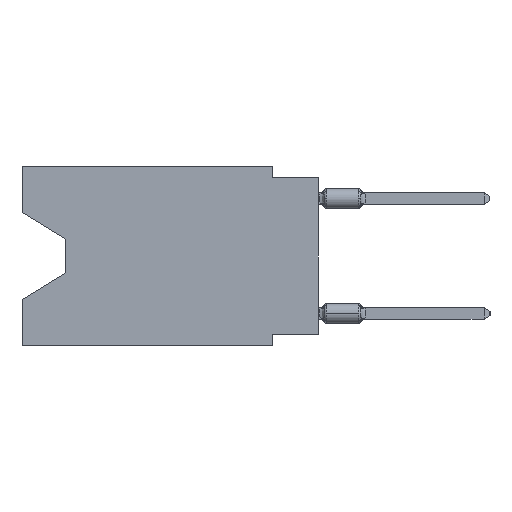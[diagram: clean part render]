
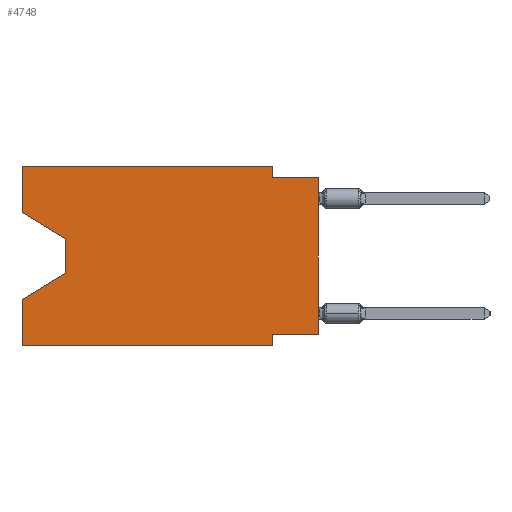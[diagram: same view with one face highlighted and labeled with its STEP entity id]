
A CAD part, left-side view. The second image highlights one B-rep face of the part: STEP entity #4748.
In plain terms, the highlighted planar face has unit normal (-1, 0, 0).
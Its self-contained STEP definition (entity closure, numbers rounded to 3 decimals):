
#1075 = LINE ( 'NONE', #39037, #45421 ) ;
#1092 = ORIENTED_EDGE ( 'NONE', *, *, #32068, .F. ) ;
#1143 = CARTESIAN_POINT ( 'NONE',  ( 0., 13.97, -4.013 ) ) ;
#1338 = LINE ( 'NONE', #12753, #6445 ) ;
#1883 = EDGE_CURVE ( 'NONE', #43822, #29436, #17700, .T. ) ;
#2284 = EDGE_CURVE ( 'NONE', #11961, #43822, #42588, .T. ) ;
#2436 = CARTESIAN_POINT ( 'NONE',  ( 0., 0., -0.635 ) ) ;
#2493 = EDGE_CURVE ( 'NONE', #5686, #29436, #40657, .T. ) ;
#3225 = ORIENTED_EDGE ( 'NONE', *, *, #1883, .F. ) ;
#4255 = CARTESIAN_POINT ( 'NONE',  ( 0., 16.383, -7.36 ) ) ;
#4748 = ADVANCED_FACE ( 'NONE', ( #18723 ), #30403, .F. ) ;
#5342 = EDGE_CURVE ( 'NONE', #14998, #31512, #20273, .T. ) ;
#5615 = DIRECTION ( 'NONE',  ( 0., 0.855, -0.519 ) ) ;
#5686 = VERTEX_POINT ( 'NONE', #27464 ) ;
#5718 = CARTESIAN_POINT ( 'NONE',  ( 0., 2.54, -9.906 ) ) ;
#5939 = EDGE_LOOP ( 'NONE', ( #17976, #7287, #48486, #1092, #49091, #3225, #9251, #17529, #32835, #23780, #28246, #17010 ) ) ;
#6445 = VECTOR ( 'NONE', #17897, 1000. ) ;
#7287 = ORIENTED_EDGE ( 'NONE', *, *, #47087, .T. ) ;
#7308 = CARTESIAN_POINT ( 'NONE',  ( 0., 16.383, 0. ) ) ;
#8355 = CARTESIAN_POINT ( 'NONE',  ( 0., 16.383, 0. ) ) ;
#8781 = EDGE_CURVE ( 'NONE', #11961, #32921, #1075, .T. ) ;
#9251 = ORIENTED_EDGE ( 'NONE', *, *, #2284, .F. ) ;
#9285 = DIRECTION ( 'NONE',  ( 0., -0.855, -0.519 ) ) ;
#11961 = VERTEX_POINT ( 'NONE', #24799 ) ;
#12753 = CARTESIAN_POINT ( 'NONE',  ( 0., 2.54, 0. ) ) ;
#12973 = LINE ( 'NONE', #8355, #52981 ) ;
#13085 = VECTOR ( 'NONE', #9285, 1000. ) ;
#14040 = LINE ( 'NONE', #38988, #31048 ) ;
#14654 = DIRECTION ( 'NONE',  ( 0., 0., -1. ) ) ;
#14998 = VERTEX_POINT ( 'NONE', #21337 ) ;
#15169 = DIRECTION ( 'NONE',  ( 0., -1., 0. ) ) ;
#17010 = ORIENTED_EDGE ( 'NONE', *, *, #43015, .F. ) ;
#17529 = ORIENTED_EDGE ( 'NONE', *, *, #8781, .T. ) ;
#17691 = DIRECTION ( 'NONE',  ( 0., 0., -1. ) ) ;
#17700 = LINE ( 'NONE', #29634, #37133 ) ;
#17897 = DIRECTION ( 'NONE',  ( 0., 0., -1. ) ) ;
#17976 = ORIENTED_EDGE ( 'NONE', *, *, #31380, .T. ) ;
#18427 = DIRECTION ( 'NONE',  ( 0., 0., 1. ) ) ;
#18723 = FACE_OUTER_BOUND ( 'NONE', #5939, .T. ) ;
#19098 = VECTOR ( 'NONE', #44143, 1000. ) ;
#19784 = EDGE_CURVE ( 'NONE', #34375, #32921, #31470, .T. ) ;
#20059 = CARTESIAN_POINT ( 'NONE',  ( 0., 16.383, -9.906 ) ) ;
#20273 = LINE ( 'NONE', #24337, #19098 ) ;
#20923 = CARTESIAN_POINT ( 'NONE',  ( 0., 2.54, -0.635 ) ) ;
#21188 = CARTESIAN_POINT ( 'NONE',  ( 0., 13.97, -5.893 ) ) ;
#21337 = CARTESIAN_POINT ( 'NONE',  ( 0., 16.383, 0. ) ) ;
#22330 = VERTEX_POINT ( 'NONE', #21188 ) ;
#22465 = VECTOR ( 'NONE', #26561, 1000. ) ;
#22727 = VERTEX_POINT ( 'NONE', #33582 ) ;
#22840 = CARTESIAN_POINT ( 'NONE',  ( 0., 16.383, -2.546 ) ) ;
#23780 = ORIENTED_EDGE ( 'NONE', *, *, #37226, .F. ) ;
#24337 = CARTESIAN_POINT ( 'NONE',  ( 0., 16.383, 0. ) ) ;
#24395 = DIRECTION ( 'NONE',  ( 0., 0., 1. ) ) ;
#24799 = CARTESIAN_POINT ( 'NONE',  ( 0., 0., -9.271 ) ) ;
#26058 = CARTESIAN_POINT ( 'NONE',  ( 0., 0., -0.635 ) ) ;
#26561 = DIRECTION ( 'NONE',  ( 0., 1., 0. ) ) ;
#26827 = AXIS2_PLACEMENT_3D ( 'NONE', #46947, #43663, #14654 ) ;
#26910 = LINE ( 'NONE', #22840, #13085 ) ;
#27464 = CARTESIAN_POINT ( 'NONE',  ( 0., 16.383, -9.906 ) ) ;
#28246 = ORIENTED_EDGE ( 'NONE', *, *, #5342, .F. ) ;
#29345 = VECTOR ( 'NONE', #24395, 1000. ) ;
#29436 = VERTEX_POINT ( 'NONE', #5718 ) ;
#29634 = CARTESIAN_POINT ( 'NONE',  ( 0., 2.54, -9.906 ) ) ;
#30403 = PLANE ( 'NONE',  #26827 ) ;
#30901 = VERTEX_POINT ( 'NONE', #39434 ) ;
#31048 = VECTOR ( 'NONE', #5615, 1000. ) ;
#31287 = VECTOR ( 'NONE', #17691, 1000. ) ;
#31380 = EDGE_CURVE ( 'NONE', #30901, #22727, #26910, .T. ) ;
#31470 = LINE ( 'NONE', #2436, #35196 ) ;
#31512 = VERTEX_POINT ( 'NONE', #40442 ) ;
#32068 = EDGE_CURVE ( 'NONE', #5686, #52996, #12973, .T. ) ;
#32835 = ORIENTED_EDGE ( 'NONE', *, *, #19784, .F. ) ;
#32921 = VERTEX_POINT ( 'NONE', #26058 ) ;
#33175 = DIRECTION ( 'NONE',  ( 0., 0., -1. ) ) ;
#33582 = CARTESIAN_POINT ( 'NONE',  ( 0., 13.97, -4.013 ) ) ;
#34168 = CARTESIAN_POINT ( 'NONE',  ( 0., 0., -9.271 ) ) ;
#34375 = VERTEX_POINT ( 'NONE', #20923 ) ;
#35196 = VECTOR ( 'NONE', #47201, 1000. ) ;
#37133 = VECTOR ( 'NONE', #33175, 1000. ) ;
#37226 = EDGE_CURVE ( 'NONE', #31512, #34375, #1338, .T. ) ;
#38311 = LINE ( 'NONE', #1143, #31287 ) ;
#38988 = CARTESIAN_POINT ( 'NONE',  ( 0., 13.97, -5.893 ) ) ;
#39037 = CARTESIAN_POINT ( 'NONE',  ( 0., 0., 0. ) ) ;
#39434 = CARTESIAN_POINT ( 'NONE',  ( 0., 16.383, -2.546 ) ) ;
#39728 = CARTESIAN_POINT ( 'NONE',  ( 0., 2.54, -9.271 ) ) ;
#40442 = CARTESIAN_POINT ( 'NONE',  ( 0., 2.54, 0. ) ) ;
#40657 = LINE ( 'NONE', #20059, #53633 ) ;
#42132 = EDGE_CURVE ( 'NONE', #22330, #52996, #14040, .T. ) ;
#42588 = LINE ( 'NONE', #34168, #22465 ) ;
#43015 = EDGE_CURVE ( 'NONE', #30901, #14998, #48812, .T. ) ;
#43663 = DIRECTION ( 'NONE',  ( 1., 0., 0. ) ) ;
#43822 = VERTEX_POINT ( 'NONE', #39728 ) ;
#44143 = DIRECTION ( 'NONE',  ( 0., -1., 0. ) ) ;
#45421 = VECTOR ( 'NONE', #18427, 1000. ) ;
#46947 = CARTESIAN_POINT ( 'NONE',  ( 0., 16.383, 0. ) ) ;
#47087 = EDGE_CURVE ( 'NONE', #22727, #22330, #38311, .T. ) ;
#47201 = DIRECTION ( 'NONE',  ( 0., -1., 0. ) ) ;
#48486 = ORIENTED_EDGE ( 'NONE', *, *, #42132, .T. ) ;
#48812 = LINE ( 'NONE', #7308, #29345 ) ;
#49091 = ORIENTED_EDGE ( 'NONE', *, *, #2493, .T. ) ;
#52981 = VECTOR ( 'NONE', #53391, 1000. ) ;
#52996 = VERTEX_POINT ( 'NONE', #4255 ) ;
#53391 = DIRECTION ( 'NONE',  ( 0., 0., 1. ) ) ;
#53633 = VECTOR ( 'NONE', #15169, 1000. ) ;
